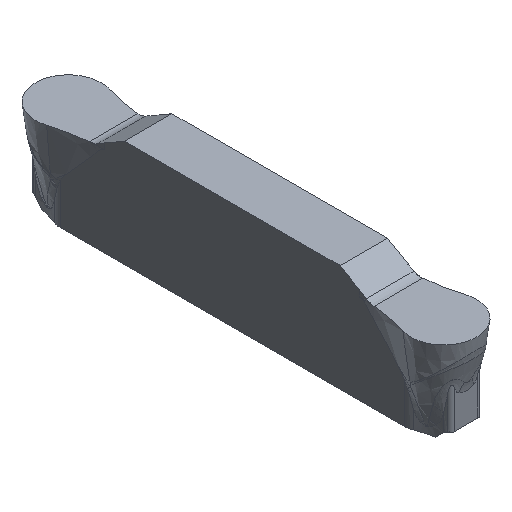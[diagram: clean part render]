
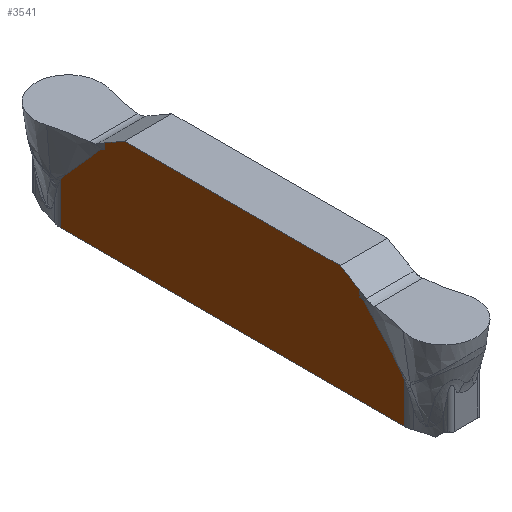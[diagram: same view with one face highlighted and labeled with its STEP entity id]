
A CAD part, isometric view. The second image highlights one B-rep face of the part: STEP entity #3541.
In plain terms, the highlighted planar face has unit normal (-1, 0, 0).
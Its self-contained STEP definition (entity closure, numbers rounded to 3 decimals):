
#64=DIRECTION('',(0.,-1.,0.));
#65=VECTOR('',#64,16.724);
#66=CARTESIAN_POINT('',(-1.15,18.862,-4.35));
#67=LINE('',#66,#65);
#205=CARTESIAN_POINT('',(-1.15,18.862,-2.414));
#206=CARTESIAN_POINT('',(-1.15,18.834,-2.36));
#207=CARTESIAN_POINT('',(-1.15,18.775,-2.254));
#208=CARTESIAN_POINT('',(-1.15,18.677,-2.101));
#209=CARTESIAN_POINT('',(-1.15,18.605,-2.004));
#210=CARTESIAN_POINT('',(-1.15,18.568,-1.956));
#215=DIRECTION('',(0.,0.,1.));
#216=VECTOR('',#215,0.293);
#217=CARTESIAN_POINT('',(-1.15,16.693,
0.));
#218=LINE('',#217,#216);
#222=DIRECTION('',(0.,-0.866,0.5));
#223=VECTOR('',#222,1.114);
#224=CARTESIAN_POINT('',(-1.15,16.693,0.293));
#225=LINE('',#224,#223);
#229=DIRECTION('',(0.,-1.,0.));
#230=VECTOR('',#229,10.456);
#231=CARTESIAN_POINT('',(-1.15,15.728,0.85));
#232=LINE('',#231,#230);
#236=DIRECTION('',(0.,-0.866,-0.5));
#237=VECTOR('',#236,1.114);
#238=CARTESIAN_POINT('',(-1.15,5.272,0.85));
#239=LINE('',#238,#237);
#243=DIRECTION('',(0.,0.,-1.));
#244=VECTOR('',#243,0.293);
#245=CARTESIAN_POINT('',(-1.15,4.307,0.293));
#246=LINE('',#245,#244);
#250=CARTESIAN_POINT('',(-1.15,4.307,
0.));
#251=CARTESIAN_POINT('',(-1.15,4.299,
0.));
#252=CARTESIAN_POINT('',(-1.15,4.283,
-0.001));
#253=CARTESIAN_POINT('',(-1.15,4.258,
-0.005));
#254=CARTESIAN_POINT('',(-1.15,4.231,
-0.013));
#255=CARTESIAN_POINT('',(-1.15,4.203,
-0.024));
#256=CARTESIAN_POINT('',(-1.15,4.173,
-0.04));
#257=CARTESIAN_POINT('',(-1.15,4.14,
-0.061));
#258=CARTESIAN_POINT('',(-1.15,4.105,
-0.087));
#259=CARTESIAN_POINT('',(-1.15,4.068,
-0.12));
#260=CARTESIAN_POINT('',(-1.15,4.028,
-0.158));
#261=CARTESIAN_POINT('',(-1.15,3.986,-0.202));
#262=CARTESIAN_POINT('',(-1.15,3.941,-0.253));
#263=CARTESIAN_POINT('',(-1.15,3.893,
-0.31));
#264=CARTESIAN_POINT('',(-1.15,3.841,
-0.373));
#265=CARTESIAN_POINT('',(-1.15,3.786,
-0.441));
#266=CARTESIAN_POINT('',(-1.15,3.726,
-0.515));
#267=CARTESIAN_POINT('',(-1.15,3.66,
-0.595));
#268=CARTESIAN_POINT('',(-1.15,3.587,
-0.683));
#269=CARTESIAN_POINT('',(-1.15,3.505,
-0.778));
#270=CARTESIAN_POINT('',(-1.15,3.414,
-0.881));
#271=CARTESIAN_POINT('',(-1.15,3.311,
-0.994));
#272=CARTESIAN_POINT('',(-1.15,3.196,-1.115));
#273=CARTESIAN_POINT('',(-1.15,3.07,-1.247));
#274=CARTESIAN_POINT('',(-1.15,2.931,-1.391));
#275=CARTESIAN_POINT('',(-1.15,2.778,-1.552));
#276=CARTESIAN_POINT('',(-1.15,2.608,-1.742));
#277=CARTESIAN_POINT('',(-1.15,2.491,-1.881));
#278=CARTESIAN_POINT('',(-1.15,2.432,-1.956));
#283=CARTESIAN_POINT('',(-1.15,2.432,-1.956));
#284=CARTESIAN_POINT('',(-1.15,2.395,-2.004));
#285=CARTESIAN_POINT('',(-1.15,2.323,-2.101));
#286=CARTESIAN_POINT('',(-1.15,2.225,-2.254));
#287=CARTESIAN_POINT('',(-1.15,2.166,-2.36));
#288=CARTESIAN_POINT('',(-1.15,2.138,-2.414));
#303=DIRECTION('',(0.,0.,-1.));
#304=VECTOR('',#303,1.936);
#305=CARTESIAN_POINT('',(-1.15,18.862,-2.414));
#306=LINE('',#305,#304);
#787=CARTESIAN_POINT('',(-1.15,16.693,
0.));
#788=CARTESIAN_POINT('',(-1.15,16.701,
0.));
#789=CARTESIAN_POINT('',(-1.15,16.717,
-0.001));
#790=CARTESIAN_POINT('',(-1.15,16.742,
-0.005));
#791=CARTESIAN_POINT('',(-1.15,16.769,
-0.013));
#792=CARTESIAN_POINT('',(-1.15,16.797,
-0.024));
#793=CARTESIAN_POINT('',(-1.15,16.827,
-0.04));
#794=CARTESIAN_POINT('',(-1.15,16.86,
-0.061));
#795=CARTESIAN_POINT('',(-1.15,16.895,
-0.087));
#796=CARTESIAN_POINT('',(-1.15,16.932,
-0.12));
#797=CARTESIAN_POINT('',(-1.15,16.972,
-0.158));
#798=CARTESIAN_POINT('',(-1.15,17.014,-0.202));
#799=CARTESIAN_POINT('',(-1.15,17.059,-0.253));
#800=CARTESIAN_POINT('',(-1.15,17.107,
-0.31));
#801=CARTESIAN_POINT('',(-1.15,17.159,
-0.373));
#802=CARTESIAN_POINT('',(-1.15,17.214,
-0.441));
#803=CARTESIAN_POINT('',(-1.15,17.274,
-0.515));
#804=CARTESIAN_POINT('',(-1.15,17.34,
-0.595));
#805=CARTESIAN_POINT('',(-1.15,17.413,
-0.683));
#806=CARTESIAN_POINT('',(-1.15,17.495,
-0.778));
#807=CARTESIAN_POINT('',(-1.15,17.586,
-0.881));
#808=CARTESIAN_POINT('',(-1.15,17.689,
-0.994));
#809=CARTESIAN_POINT('',(-1.15,17.804,-1.115));
#810=CARTESIAN_POINT('',(-1.15,17.93,-1.247));
#811=CARTESIAN_POINT('',(-1.15,18.069,-1.391));
#812=CARTESIAN_POINT('',(-1.15,18.221,-1.552));
#813=CARTESIAN_POINT('',(-1.15,18.392,-1.742));
#814=CARTESIAN_POINT('',(-1.15,18.509,-1.881));
#815=CARTESIAN_POINT('',(-1.15,18.568,-1.956));
#2061=DIRECTION('',(0.,0.,1.));
#2062=VECTOR('',#2061,1.936);
#2063=CARTESIAN_POINT('',(-1.15,2.138,-4.35));
#2064=LINE('',#2063,#2062);
#3183=CARTESIAN_POINT('',(-1.15,18.862,-4.35));
#3184=VERTEX_POINT('',#3183);
#3185=CARTESIAN_POINT('',(-1.15,2.138,-4.35));
#3186=VERTEX_POINT('',#3185);
#3211=CARTESIAN_POINT('',(-1.15,15.728,0.85));
#3212=CARTESIAN_POINT('',(-1.15,5.272,0.85));
#3213=VERTEX_POINT('',#3211);
#3214=VERTEX_POINT('',#3212);
#3215=CARTESIAN_POINT('',(-1.15,18.862,
-2.414));
#3216=VERTEX_POINT('',#3215);
#3217=VERTEX_POINT('',#210);
#3218=VERTEX_POINT('',#787);
#3219=CARTESIAN_POINT('',(-1.15,16.693,0.293));
#3220=VERTEX_POINT('',#3219);
#3221=CARTESIAN_POINT('',(-1.15,4.307,0.293));
#3222=VERTEX_POINT('',#3221);
#3223=CARTESIAN_POINT('',(-1.15,4.307,
0.));
#3224=VERTEX_POINT('',#3223);
#3225=VERTEX_POINT('',#278);
#3226=VERTEX_POINT('',#288);
#3512=CARTESIAN_POINT('',(-1.15,10.5,-4.35));
#3513=DIRECTION('',(-1.,0.,0.));
#3514=DIRECTION('',(0.,-1.,0.));
#3515=AXIS2_PLACEMENT_3D('',#3512,#3513,#3514);
#3516=PLANE('',#3515);
#3517=ORIENTED_EDGE('',*,*,#3415,.F.);
#3519=ORIENTED_EDGE('',*,*,#3518,.F.);
#3521=ORIENTED_EDGE('',*,*,#3520,.T.);
#3523=ORIENTED_EDGE('',*,*,#3522,.F.);
#3525=ORIENTED_EDGE('',*,*,#3524,.T.);
#3527=ORIENTED_EDGE('',*,*,#3526,.T.);
#3528=ORIENTED_EDGE('',*,*,#3490,.T.);
#3530=ORIENTED_EDGE('',*,*,#3529,.T.);
#3532=ORIENTED_EDGE('',*,*,#3531,.T.);
#3534=ORIENTED_EDGE('',*,*,#3533,.T.);
#3536=ORIENTED_EDGE('',*,*,#3535,.T.);
#3538=ORIENTED_EDGE('',*,*,#3537,.F.);
#3539=EDGE_LOOP('',(#3517,#3519,#3521,#3523,#3525,#3527,#3528,#3530,#3532,#3534,
#3536,#3538));
#3540=FACE_OUTER_BOUND('',#3539,.F.);
#211=B_SPLINE_CURVE_WITH_KNOTS('',3,(#205,#206,#207,#208,#209,#210),
.UNSPECIFIED.,.F.,.F.,(4,1,1,4),(0.,0.333,0.667,1.),
.UNSPECIFIED.);
#279=B_SPLINE_CURVE_WITH_KNOTS('',3,(#250,#251,#252,#253,#254,#255,#256,#257,
#258,#259,#260,#261,#262,#263,#264,#265,#266,#267,#268,#269,#270,#271,#272,#273,
#274,#275,#276,#277,#278),.UNSPECIFIED.,.F.,.F.,(4,1,1,1,1,1,1,1,1,1,1,1,1,1,1,
1,1,1,1,1,1,1,1,1,1,1,4),(0.,0.038,0.077,
0.115,0.154,0.192,0.231,
0.269,0.308,0.346,0.385,
0.423,0.462,0.5,0.538,0.577,
0.615,0.654,0.692,0.731,
0.769,0.808,0.846,0.885,
0.923,0.962,1.),.UNSPECIFIED.);
#289=B_SPLINE_CURVE_WITH_KNOTS('',3,(#283,#284,#285,#286,#287,#288),
.UNSPECIFIED.,.F.,.F.,(4,1,1,4),(0.,0.333,0.667,1.),
.UNSPECIFIED.);
#816=B_SPLINE_CURVE_WITH_KNOTS('',3,(#787,#788,#789,#790,#791,#792,#793,#794,
#795,#796,#797,#798,#799,#800,#801,#802,#803,#804,#805,#806,#807,#808,#809,#810,
#811,#812,#813,#814,#815),.UNSPECIFIED.,.F.,.F.,(4,1,1,1,1,1,1,1,1,1,1,1,1,1,1,
1,1,1,1,1,1,1,1,1,1,1,4),(0.,0.038,0.077,
0.115,0.154,0.192,0.231,
0.269,0.308,0.346,0.385,
0.423,0.462,0.5,0.538,0.577,
0.615,0.654,0.692,0.731,
0.769,0.808,0.846,0.885,
0.923,0.962,1.),.UNSPECIFIED.);
#3415=EDGE_CURVE('',#3184,#3186,#67,.T.);
#3490=EDGE_CURVE('',#3213,#3214,#232,.T.);
#3518=EDGE_CURVE('',#3216,#3184,#306,.T.);
#3520=EDGE_CURVE('',#3216,#3217,#211,.T.);
#3522=EDGE_CURVE('',#3218,#3217,#816,.T.);
#3524=EDGE_CURVE('',#3218,#3220,#218,.T.);
#3526=EDGE_CURVE('',#3220,#3213,#225,.T.);
#3529=EDGE_CURVE('',#3214,#3222,#239,.T.);
#3531=EDGE_CURVE('',#3222,#3224,#246,.T.);
#3533=EDGE_CURVE('',#3224,#3225,#279,.T.);
#3535=EDGE_CURVE('',#3225,#3226,#289,.T.);
#3537=EDGE_CURVE('',#3186,#3226,#2064,.T.);
#3541=ADVANCED_FACE('',(#3540),#3516,.T.);
